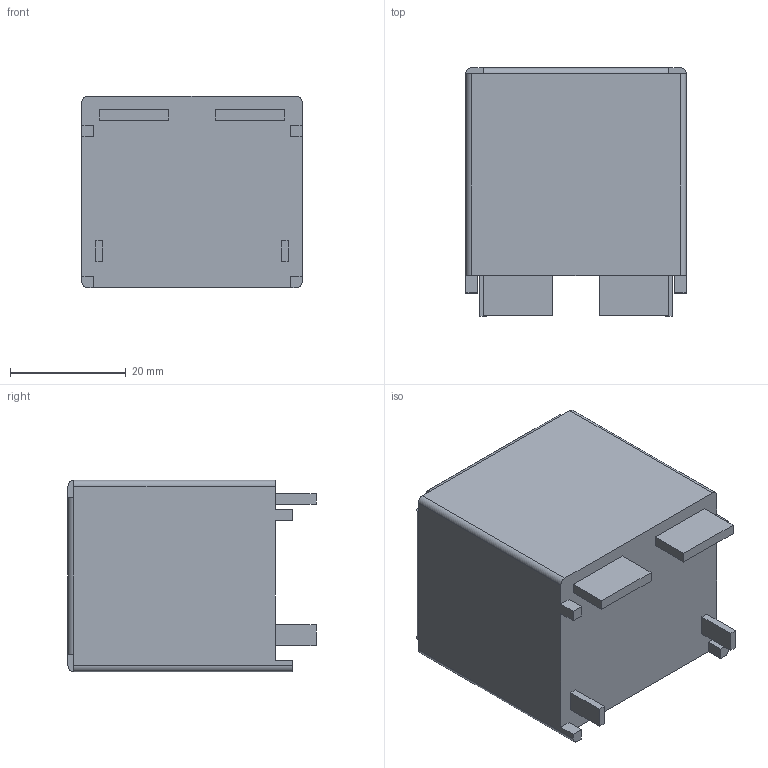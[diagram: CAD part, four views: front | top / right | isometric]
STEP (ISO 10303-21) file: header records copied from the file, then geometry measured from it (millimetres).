
FILE_DESCRIPTION(/* description */ (''),/* implementation_level */ '2;1');
FILE_NAME(/* name */ 'HE1AN-W-DC12V-Y6 v3.step',/* time_stamp */ '2023-10-13T11:34:48+01:00',/* author */ (''),/* organization */ (''),/* preprocessor_version */ 'ST-DEVELOPER v20',/* originating_system */ 'Autodesk Translation Framework v12.14.0.127',/* authorisation */ '');
FILE_SCHEMA (('AUTOMOTIVE_DESIGN { 1 0 10303 214 3 1 1 }'));
Length unit declared in the file: millimetre
Products named in the file (1): HE1AN-W-DC12V-Y6
Bounding box: 38 x 42.8 x 33 mm (x, y, z)
Volume: 45208.7 mm3; surface area: 8116.9 mm2
Topology: 1 solids, 1 shells, 623 faces, 1720 edges, 1144 vertices
Faces by surface type: bspline 340, plane 275, cylinder 8
Entity records: 22866 total; most frequent: CARTESIAN_POINT 9268, ORIENTED_EDGE 3440, EDGE_CURVE 1720, DIRECTION 1624, VERTEX_POINT 1144, LINE 1024, VECTOR 1024, B_SPLINE_CURVE_WITH_KNOTS 680
